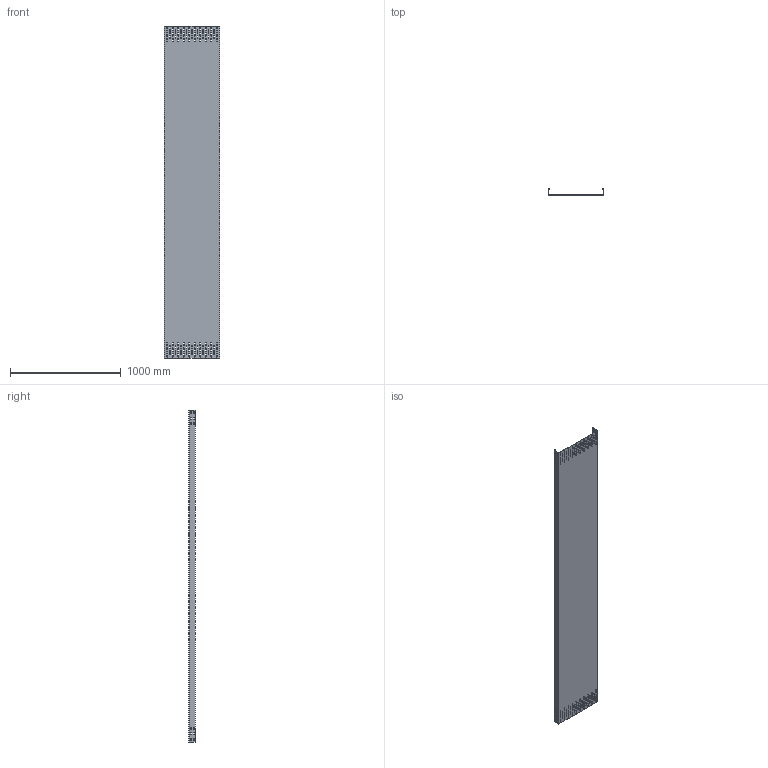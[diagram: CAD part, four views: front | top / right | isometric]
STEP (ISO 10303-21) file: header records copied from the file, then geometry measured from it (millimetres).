
FILE_DESCRIPTION((''),'2;1');
FILE_NAME('6055508','2012-07-18T',('AndreasKeweloh'),(''),'PRO/ENGINEER BY PARAMETRIC TECHNOLOGY CORPORATION, 2012130','PRO/ENGINEER BY PARAMETRIC TECHNOLOGY CORPORATION, 2012130','');
FILE_SCHEMA(('CONFIG_CONTROL_DESIGN'));
Length unit declared in the file: millimetre
Products named in the file (1): 6055508
Bounding box: 500 x 60 x 3000 mm (x, y, z)
Volume: 1911486.3 mm3; surface area: 3838325.7 mm2
Topology: 1 solids, 1 shells, 498 faces, 1488 edges, 992 vertices
Faces by surface type: plane 250, cylinder 248
Entity records: 17406 total; most frequent: DIRECTION 2980, CARTESIAN_POINT 2978, ORIENTED_EDGE 2976, EDGE_CURVE 1488, AXIS2_PLACEMENT_3D 994, VECTOR 992, LINE 992, VERTEX_POINT 992
